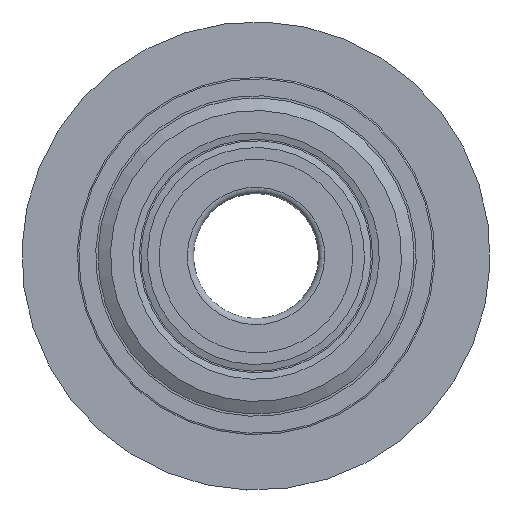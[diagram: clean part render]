
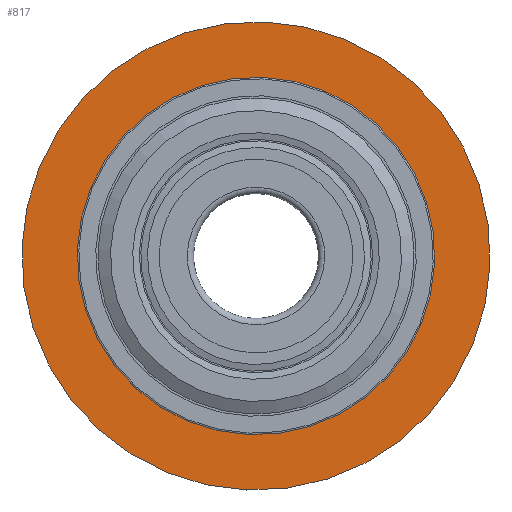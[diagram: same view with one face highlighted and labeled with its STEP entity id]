
A CAD part, front view. The second image highlights one B-rep face of the part: STEP entity #817.
In plain terms, the highlighted planar face has unit normal (0, -1, 0).
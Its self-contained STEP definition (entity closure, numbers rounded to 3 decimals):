
#139=FACE_BOUND('',#279,.T.);
#195=FACE_OUTER_BOUND('',#278,.T.);
#278=EDGE_LOOP('',(#711));
#279=EDGE_LOOP('',(#712));
#353=CIRCLE('',#956,5.725);
#356=CIRCLE('',#962,7.5);
#421=VERTEX_POINT('',#1486);
#424=VERTEX_POINT('',#1497);
#517=EDGE_CURVE('',#421,#421,#353,.T.);
#522=EDGE_CURVE('',#424,#424,#356,.T.);
#711=ORIENTED_EDGE('',*,*,#522,.T.);
#712=ORIENTED_EDGE('',*,*,#517,.F.);
#761=PLANE('',#961);
#817=ADVANCED_FACE('',(#195,#139),#761,.T.);
#956=AXIS2_PLACEMENT_3D('',#1487,#1237,#1238);
#961=AXIS2_PLACEMENT_3D('',#1496,#1249,#1250);
#962=AXIS2_PLACEMENT_3D('',#1498,#1251,#1252);
#1237=DIRECTION('center_axis',(0.,-1.,0.));
#1238=DIRECTION('ref_axis',(0.997,0.,0.079));
#1249=DIRECTION('center_axis',(0.,-1.,0.));
#1250=DIRECTION('ref_axis',(-0.997,0.,-0.079));
#1251=DIRECTION('center_axis',(0.,-1.,0.));
#1252=DIRECTION('ref_axis',(-0.997,0.,-0.079));
#1486=CARTESIAN_POINT('',(0.728,0.,5.707));
#1487=CARTESIAN_POINT('Origin',(1.18,0.,0.));
#1496=CARTESIAN_POINT('Origin',(-15.242,0.,
328.984));
#1497=CARTESIAN_POINT('',(-6.296,0.,-0.593));
#1498=CARTESIAN_POINT('Origin',(1.18,0.,0.));
